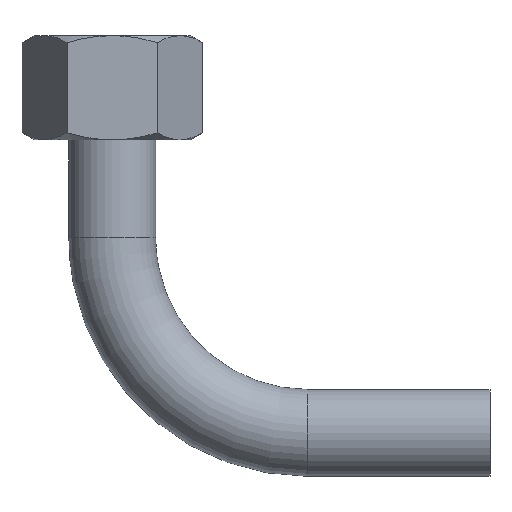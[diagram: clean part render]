
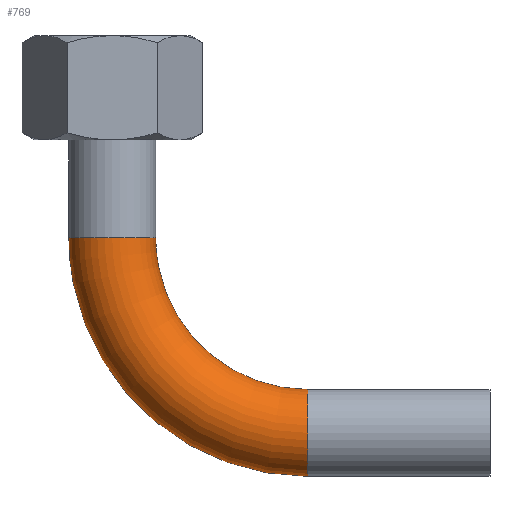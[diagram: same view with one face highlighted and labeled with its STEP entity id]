
A CAD part, left-side view. The second image highlights one B-rep face of the part: STEP entity #769.
In plain terms, the highlighted toroidal (fillet/blend) face has major radius 45 mm and minor radius 10 mm.
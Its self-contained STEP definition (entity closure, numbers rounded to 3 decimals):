
#34=TOROIDAL_SURFACE('',#840,45.,10.);
#195=ORIENTED_EDGE('',*,*,#261,.T.);
#196=ORIENTED_EDGE('',*,*,#245,.T.);
#245=EDGE_CURVE('',#298,#298,#329,.T.);
#261=EDGE_CURVE('',#304,#304,#335,.T.);
#298=VERTEX_POINT('',#1158);
#304=VERTEX_POINT('',#1208);
#329=CIRCLE('',#821,10.);
#335=CIRCLE('',#841,10.);
#388=EDGE_LOOP('',(#195));
#389=EDGE_LOOP('',(#196));
#446=FACE_BOUND('',#388,.T.);
#447=FACE_BOUND('',#389,.T.);
#769=ADVANCED_FACE('',(#446,#447),#34,.T.);
#821=AXIS2_PLACEMENT_3D('',#1157,#935,#936);
#840=AXIS2_PLACEMENT_3D('',#1206,#979,#980);
#841=AXIS2_PLACEMENT_3D('',#1207,#981,#982);
#935=DIRECTION('',(0.,0.,-1.));
#936=DIRECTION('',(-1.,0.,0.));
#979=DIRECTION('',(1.,0.,0.));
#980=DIRECTION('',(0.,0.,-1.));
#981=DIRECTION('',(0.,1.,0.));
#982=DIRECTION('',(1.,0.,0.));
#1157=CARTESIAN_POINT('',(0.,0.,-44.));
#1158=CARTESIAN_POINT('',(-10.,0.,-44.));
#1206=CARTESIAN_POINT('',(0.,-45.,-44.));
#1207=CARTESIAN_POINT('',(0.,-45.,-89.));
#1208=CARTESIAN_POINT('',(10.,-45.,-89.));
